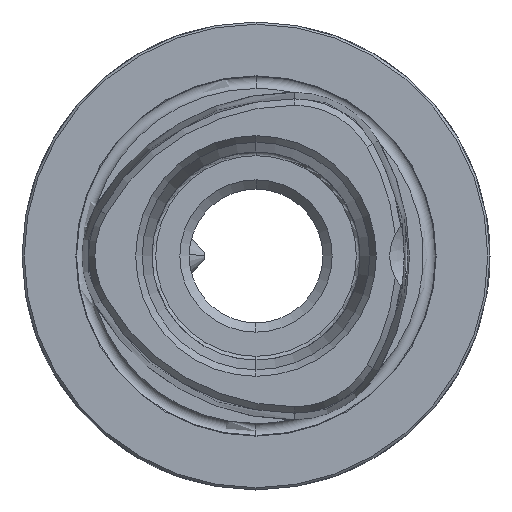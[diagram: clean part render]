
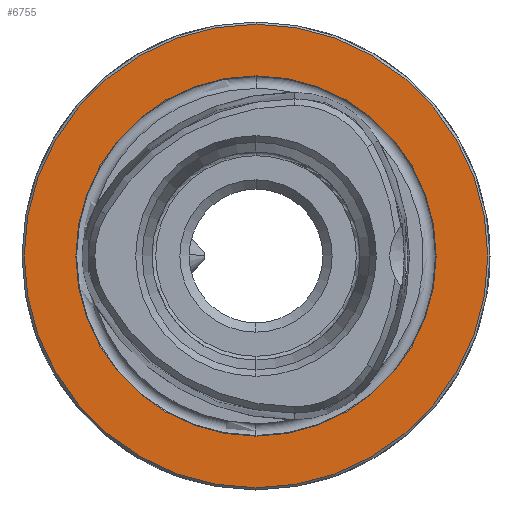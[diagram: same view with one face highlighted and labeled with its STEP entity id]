
A CAD part, left-side view. The second image highlights one B-rep face of the part: STEP entity #6755.
In plain terms, the highlighted planar face has unit normal (-1, 0, 0).
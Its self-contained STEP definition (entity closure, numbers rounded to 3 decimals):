
#85 = CIRCLE ( 'NONE', #4234, 31.2 ) ;
#206 = FACE_OUTER_BOUND ( 'NONE', #2952, .T. ) ;
#303 = DIRECTION ( 'NONE',  ( 1., 0., 0. ) ) ;
#356 = EDGE_LOOP ( 'NONE', ( #3297, #1660 ) ) ;
#420 = CIRCLE ( 'NONE', #6711, 24.25 ) ;
#467 = VERTEX_POINT ( 'NONE', #4860 ) ;
#532 = FACE_BOUND ( 'NONE', #356, .T. ) ;
#536 = VERTEX_POINT ( 'NONE', #2241 ) ;
#586 = CIRCLE ( 'NONE', #1237, 24.25 ) ;
#617 = DIRECTION ( 'NONE',  ( 0., 0., 1. ) ) ;
#628 = DIRECTION ( 'NONE',  ( -1., 0., 0. ) ) ;
#1237 = AXIS2_PLACEMENT_3D ( 'NONE', #1741, #628, #6420 ) ;
#1328 = EDGE_CURVE ( 'NONE', #4336, #536, #6448, .T. ) ;
#1475 = VERTEX_POINT ( 'NONE', #6449 ) ;
#1660 = ORIENTED_EDGE ( 'NONE', *, *, #2763, .F. ) ;
#1730 = DIRECTION ( 'NONE',  ( -1., 0., 0. ) ) ;
#1741 = CARTESIAN_POINT ( 'NONE',  ( 0., 0., 0. ) ) ;
#2180 = DIRECTION ( 'NONE',  ( 0., 0., 1. ) ) ;
#2241 = CARTESIAN_POINT ( 'NONE',  ( 0., 0., -31.2 ) ) ;
#2301 = CARTESIAN_POINT ( 'NONE',  ( 0., 0., 0. ) ) ;
#2763 = EDGE_CURVE ( 'NONE', #1475, #467, #586, .T. ) ;
#2952 = EDGE_LOOP ( 'NONE', ( #5477, #3286 ) ) ;
#3286 = ORIENTED_EDGE ( 'NONE', *, *, #1328, .T. ) ;
#3297 = ORIENTED_EDGE ( 'NONE', *, *, #4285, .F. ) ;
#3498 = CARTESIAN_POINT ( 'NONE',  ( 0., 24.25, 0. ) ) ;
#3994 = PLANE ( 'NONE',  #5253 ) ;
#4206 = DIRECTION ( 'NONE',  ( 0., 0., 1. ) ) ;
#4234 = AXIS2_PLACEMENT_3D ( 'NONE', #4904, #1730, #617 ) ;
#4236 = AXIS2_PLACEMENT_3D ( 'NONE', #2301, #6747, #4206 ) ;
#4251 = EDGE_CURVE ( 'NONE', #536, #4336, #85, .T. ) ;
#4285 = EDGE_CURVE ( 'NONE', #467, #1475, #420, .T. ) ;
#4336 = VERTEX_POINT ( 'NONE', #4475 ) ;
#4402 = CARTESIAN_POINT ( 'NONE',  ( 0., 0., 0. ) ) ;
#4475 = CARTESIAN_POINT ( 'NONE',  ( 0., 0., 31.2 ) ) ;
#4860 = CARTESIAN_POINT ( 'NONE',  ( 0., 0., 24.25 ) ) ;
#4904 = CARTESIAN_POINT ( 'NONE',  ( 0., 0., 0. ) ) ;
#4926 = DIRECTION ( 'NONE',  ( -1., 0., 0. ) ) ;
#5074 = DIRECTION ( 'NONE',  ( 0., 0., -1. ) ) ;
#5253 = AXIS2_PLACEMENT_3D ( 'NONE', #3498, #303, #5074 ) ;
#5477 = ORIENTED_EDGE ( 'NONE', *, *, #4251, .T. ) ;
#6420 = DIRECTION ( 'NONE',  ( 0., 0., 1. ) ) ;
#6448 = CIRCLE ( 'NONE', #4236, 31.2 ) ;
#6449 = CARTESIAN_POINT ( 'NONE',  ( 0., 0., -24.25 ) ) ;
#6711 = AXIS2_PLACEMENT_3D ( 'NONE', #4402, #4926, #2180 ) ;
#6747 = DIRECTION ( 'NONE',  ( -1., 0., 0. ) ) ;
#6755 = ADVANCED_FACE ( 'NONE', ( #532, #206 ), #3994, .F. ) ;
